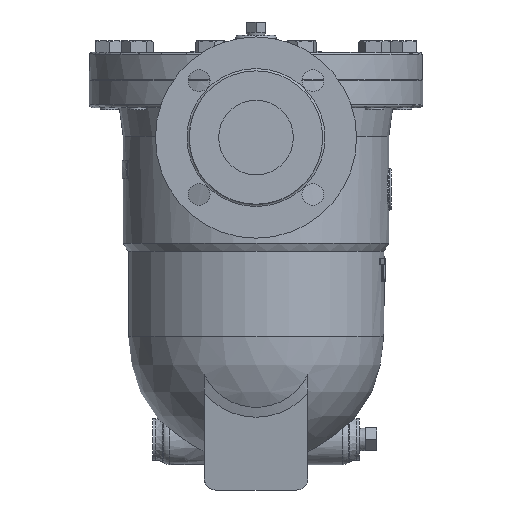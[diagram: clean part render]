
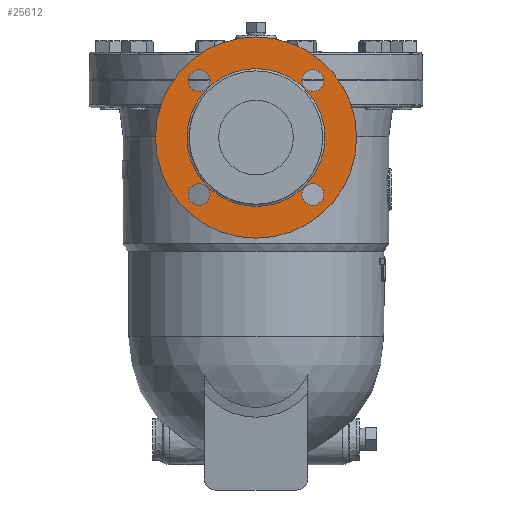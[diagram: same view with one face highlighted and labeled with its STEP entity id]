
A CAD part, left-side view. The second image highlights one B-rep face of the part: STEP entity #25612.
In plain terms, the highlighted planar face has unit normal (-1, 0, 0).
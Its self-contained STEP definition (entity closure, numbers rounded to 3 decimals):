
#25283=CARTESIAN_POINT('',(-188.,-58.997,-99.497));
#25284=VERTEX_POINT('',#25283);
#25285=CARTESIAN_POINT('',(-188.,-49.497,-99.497));
#25286=DIRECTION('',(1.0,0.0,0.0));
#25287=DIRECTION('',(0.0,-1.0,0.0));
#25288=AXIS2_PLACEMENT_3D('',#25285,#25286,#25287);
#25289=CIRCLE('',#25288,9.5);
#25290=EDGE_CURVE('',#25284,#25284,#25289,.T.);
#25332=CARTESIAN_POINT('',(-188.,49.497,-108.997));
#25333=VERTEX_POINT('',#25332);
#25334=CARTESIAN_POINT('',(-188.,49.497,-99.497));
#25335=DIRECTION('',(1.0,0.0,0.0));
#25336=DIRECTION('',(0.0,0.0,-1.0));
#25337=AXIS2_PLACEMENT_3D('',#25334,#25335,#25336);
#25338=CIRCLE('',#25337,9.5);
#25339=EDGE_CURVE('',#25333,#25333,#25338,.T.);
#25381=CARTESIAN_POINT('',(-188.0,58.997,-0.503));
#25382=VERTEX_POINT('',#25381);
#25383=CARTESIAN_POINT('',(-188.,49.497,-0.503));
#25384=DIRECTION('',(1.0,0.0,0.0));
#25385=DIRECTION('',(0.0,1.0,0.0));
#25386=AXIS2_PLACEMENT_3D('',#25383,#25384,#25385);
#25387=CIRCLE('',#25386,9.5);
#25388=EDGE_CURVE('',#25382,#25382,#25387,.T.);
#25430=CARTESIAN_POINT('',(-188.0,-49.497,8.997));
#25431=VERTEX_POINT('',#25430);
#25432=CARTESIAN_POINT('',(-188.,-49.497,-0.503));
#25433=DIRECTION('',(1.0,0.0,0.0));
#25434=DIRECTION('',(0.0,0.0,1.0));
#25435=AXIS2_PLACEMENT_3D('',#25432,#25433,#25434);
#25436=CIRCLE('',#25435,9.5);
#25437=EDGE_CURVE('',#25431,#25431,#25436,.T.);
#25558=CARTESIAN_POINT('',(-188.0,0.0,10.));
#25559=VERTEX_POINT('',#25558);
#25560=CARTESIAN_POINT('',(-188.0,0.0,-50.));
#25561=DIRECTION('',(-1.0,0.0,0.0));
#25562=DIRECTION('',(0.0,0.0,-1.0));
#25563=AXIS2_PLACEMENT_3D('',#25560,#25561,#25562);
#25564=CIRCLE('',#25563,60.);
#25565=EDGE_CURVE('',#25559,#25559,#25564,.T.);
#25581=CARTESIAN_POINT('',(-188.,0.0,22.75));
#25582=DIRECTION('',(-1.0,0.0,0.0));
#25583=DIRECTION('',(0.0,0.0,1.0));
#25584=AXIS2_PLACEMENT_3D('',#25581,#25582,#25583);
#25585=PLANE('',#25584);
#25586=CARTESIAN_POINT('',(-188.,0.0,37.5));
#25587=VERTEX_POINT('',#25586);
#25588=CARTESIAN_POINT('',(-188.0,0.0,-50.));
#25589=DIRECTION('',(-1.0,0.0,0.0));
#25590=DIRECTION('',(0.0,0.0,1.0));
#25591=AXIS2_PLACEMENT_3D('',#25588,#25589,#25590);
#25592=CIRCLE('',#25591,87.5);
#25593=EDGE_CURVE('',#25587,#25587,#25592,.T.);
#25594=ORIENTED_EDGE('',*,*,#25593,.T.);
#25595=EDGE_LOOP('',(#25594));
#25596=FACE_OUTER_BOUND('',#25595,.T.);
#25597=ORIENTED_EDGE('',*,*,#25290,.T.);
#25598=EDGE_LOOP('',(#25597));
#25599=FACE_BOUND('',#25598,.T.);
#25600=ORIENTED_EDGE('',*,*,#25339,.T.);
#25601=EDGE_LOOP('',(#25600));
#25602=FACE_BOUND('',#25601,.T.);
#25603=ORIENTED_EDGE('',*,*,#25388,.T.);
#25604=EDGE_LOOP('',(#25603));
#25605=FACE_BOUND('',#25604,.T.);
#25606=ORIENTED_EDGE('',*,*,#25437,.T.);
#25607=EDGE_LOOP('',(#25606));
#25608=FACE_BOUND('',#25607,.T.);
#25609=ORIENTED_EDGE('',*,*,#25565,.F.);
#25610=EDGE_LOOP('',(#25609));
#25611=FACE_BOUND('',#25610,.T.);
#25612=ADVANCED_FACE('',(#25596,#25599,#25602,#25605,#25608,#25611),#25585,.T.);
